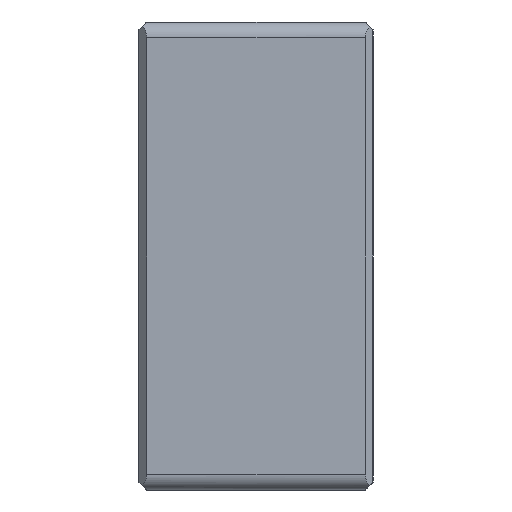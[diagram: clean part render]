
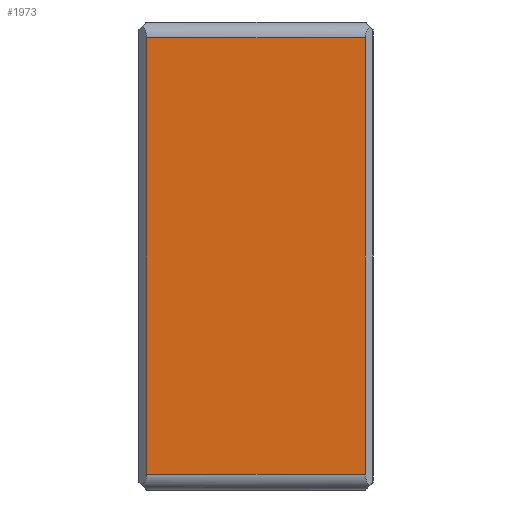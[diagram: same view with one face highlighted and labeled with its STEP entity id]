
A CAD part, left-side view. The second image highlights one B-rep face of the part: STEP entity #1973.
In plain terms, the highlighted planar face has unit normal (-1, 0, 0).
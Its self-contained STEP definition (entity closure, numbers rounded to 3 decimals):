
#53 = LINE ( 'NONE', #957, #1616 ) ;
#64 = PLANE ( 'NONE',  #556 ) ;
#78 = VECTOR ( 'NONE', #2237, 1000. ) ;
#103 = LINE ( 'NONE', #1863, #78 ) ;
#119 = EDGE_CURVE ( 'NONE', #1570, #1938, #1875, .T. ) ;
#211 = CARTESIAN_POINT ( 'NONE',  ( 9.5, -11.75, -46.95 ) ) ;
#254 = ORIENTED_EDGE ( 'NONE', *, *, #2068, .T. ) ;
#311 = VERTEX_POINT ( 'NONE', #350 ) ;
#350 = CARTESIAN_POINT ( 'NONE',  ( 9.5, -11.25, -46.95 ) ) ;
#434 = CARTESIAN_POINT ( 'NONE',  ( 9.5, 2.75, -18.95 ) ) ;
#556 = AXIS2_PLACEMENT_3D ( 'NONE', #1465, #1276, #2158 ) ;
#558 = CARTESIAN_POINT ( 'NONE',  ( 9.5, 2.75, -46.95 ) ) ;
#648 = DIRECTION ( 'NONE',  ( 0., 0., -1. ) ) ;
#728 = VECTOR ( 'NONE', #1839, 1000. ) ;
#775 = FACE_OUTER_BOUND ( 'NONE', #817, .T. ) ;
#817 = EDGE_LOOP ( 'NONE', ( #2130, #1046, #2047, #254 ) ) ;
#902 = CARTESIAN_POINT ( 'NONE',  ( 9.5, -11.25, -18.95 ) ) ;
#957 = CARTESIAN_POINT ( 'NONE',  ( 9.5, -11.25, -17.95 ) ) ;
#1046 = ORIENTED_EDGE ( 'NONE', *, *, #1387, .T. ) ;
#1230 = VERTEX_POINT ( 'NONE', #902 ) ;
#1276 = DIRECTION ( 'NONE',  ( -1., 0., 0. ) ) ;
#1387 = EDGE_CURVE ( 'NONE', #1230, #1570, #103, .T. ) ;
#1465 = CARTESIAN_POINT ( 'NONE',  ( 9.5, -11.75, -17.95 ) ) ;
#1570 = VERTEX_POINT ( 'NONE', #434 ) ;
#1580 = VECTOR ( 'NONE', #648, 1000. ) ;
#1616 = VECTOR ( 'NONE', #2168, 1000. ) ;
#1839 = DIRECTION ( 'NONE',  ( 0., -1., 0. ) ) ;
#1863 = CARTESIAN_POINT ( 'NONE',  ( 9.5, -11.75, -18.95 ) ) ;
#1875 = LINE ( 'NONE', #2244, #1580 ) ;
#1938 = VERTEX_POINT ( 'NONE', #558 ) ;
#1972 = LINE ( 'NONE', #211, #728 ) ;
#1973 = ADVANCED_FACE ( 'NONE', ( #775 ), #64, .T. ) ;
#2047 = ORIENTED_EDGE ( 'NONE', *, *, #119, .T. ) ;
#2055 = EDGE_CURVE ( 'NONE', #311, #1230, #53, .T. ) ;
#2068 = EDGE_CURVE ( 'NONE', #1938, #311, #1972, .T. ) ;
#2130 = ORIENTED_EDGE ( 'NONE', *, *, #2055, .T. ) ;
#2158 = DIRECTION ( 'NONE',  ( 0., 0., 1. ) ) ;
#2168 = DIRECTION ( 'NONE',  ( 0., 0., 1. ) ) ;
#2237 = DIRECTION ( 'NONE',  ( 0., 1., 0. ) ) ;
#2244 = CARTESIAN_POINT ( 'NONE',  ( 9.5, 2.75, -17.95 ) ) ;
